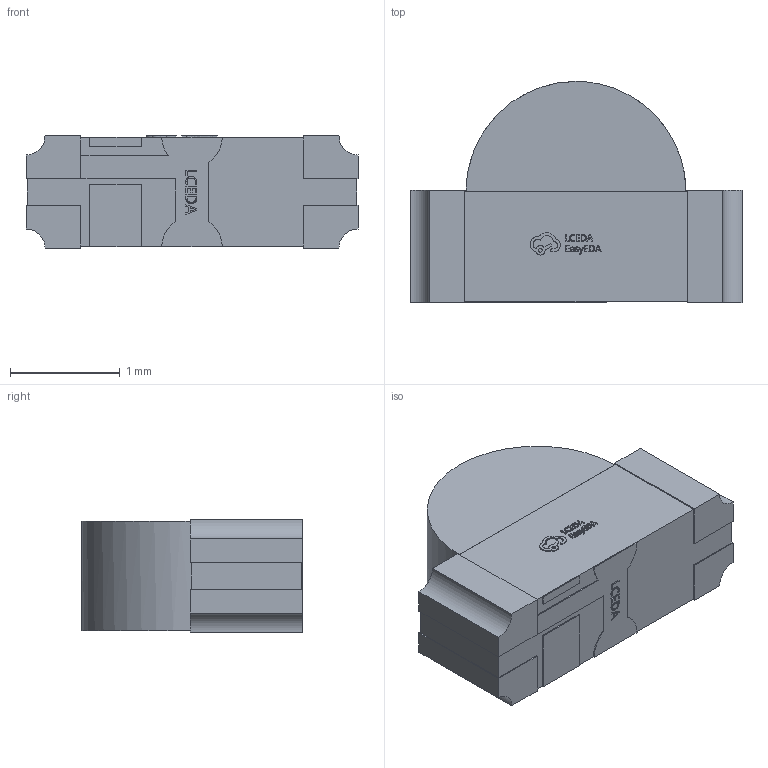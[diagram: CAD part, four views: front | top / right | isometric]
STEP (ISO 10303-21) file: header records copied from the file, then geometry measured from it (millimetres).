
FILE_DESCRIPTION(('Open CASCADE Model'),'2;1');
FILE_NAME('Open CASCADE Shape Model','2025-12-23T22:15:01',('Author'),( 'Open CASCADE'),'Open CASCADE STEP processor 7.9','Open CASCADE 7.9' ,'Unknown');
FILE_SCHEMA(('AUTOMOTIVE_DESIGN { 1 0 10303 214 1 1 1 1 }'));
Length unit declared in the file: millimetre
Products named in the file (1): COMPOUND
Bounding box: 3.02 x 2.01 x 1.02 mm (x, y, z)
Volume: 4.5 mm3; surface area: 24.1 mm2
Topology: 5 solids, 5 shells, 355 faces, 957 edges, 638 vertices
Faces by surface type: bspline 355
Entity records: 14014 total; most frequent: CARTESIAN_POINT 5553, ORIENTED_EDGE 1914, EDGE_CURVE 957, B_SPLINE_CURVE_WITH_KNOTS 937, VERTEX_POINT 638, FACE_BOUND 381, EDGE_LOOP 381, PRESENTATION_STYLE_ASSIGNMENT 360
